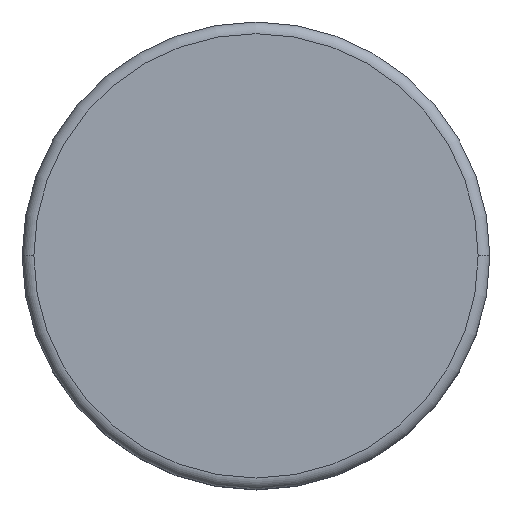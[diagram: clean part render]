
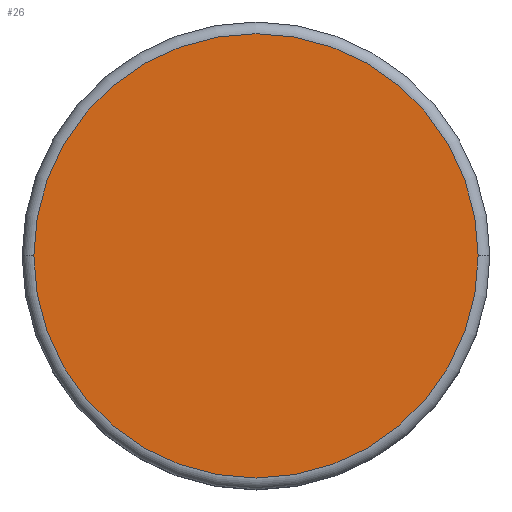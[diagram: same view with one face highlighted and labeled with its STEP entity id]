
A CAD part, top view. The second image highlights one B-rep face of the part: STEP entity #26.
In plain terms, the highlighted planar face has unit normal (0, 0, 1).
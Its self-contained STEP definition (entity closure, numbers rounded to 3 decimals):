
#3 = VERTEX_POINT ( 'NONE', #229 ) ;
#12 = EDGE_LOOP ( 'NONE', ( #34, #14 ) ) ;
#14 = ORIENTED_EDGE ( 'NONE', *, *, #35, .F. ) ;
#26 = ADVANCED_FACE ( 'NONE', ( #364 ), #231, .F. ) ;
#34 = ORIENTED_EDGE ( 'NONE', *, *, #113, .F. ) ;
#35 = EDGE_CURVE ( 'NONE', #3, #49, #398, .T. ) ;
#49 = VERTEX_POINT ( 'NONE', #386 ) ;
#113 = EDGE_CURVE ( 'NONE', #49, #3, #447, .T. ) ;
#229 = CARTESIAN_POINT ( 'NONE',  ( 7.6, 0., 32. ) ) ;
#231 = PLANE ( 'NONE',  #361 ) ;
#361 = AXIS2_PLACEMENT_3D ( 'NONE', #401, #400, #399 ) ;
#364 = FACE_OUTER_BOUND ( 'NONE', #12, .T. ) ;
#382 = DIRECTION ( 'NONE',  ( -1., 0., 0. ) ) ;
#383 = DIRECTION ( 'NONE',  ( 0., 0., -1. ) ) ;
#384 = CARTESIAN_POINT ( 'NONE',  ( 0., 0., 32. ) ) ;
#386 = CARTESIAN_POINT ( 'NONE',  ( -7.6, 0., 32. ) ) ;
#396 = AXIS2_PLACEMENT_3D ( 'NONE', #384, #383, #382 ) ;
#398 = CIRCLE ( 'NONE', #396, 7.6 ) ;
#399 = DIRECTION ( 'NONE',  ( -1., 0., 0. ) ) ;
#400 = DIRECTION ( 'NONE',  ( 0., 0., -1. ) ) ;
#401 = CARTESIAN_POINT ( 'NONE',  ( 0., 0., 32. ) ) ;
#445 = DIRECTION ( 'NONE',  ( -1., 0., 0. ) ) ;
#446 = DIRECTION ( 'NONE',  ( 0., 0., -1. ) ) ;
#447 = CIRCLE ( 'NONE', #455, 7.6 ) ;
#455 = AXIS2_PLACEMENT_3D ( 'NONE', #518, #446, #445 ) ;
#518 = CARTESIAN_POINT ( 'NONE',  ( 0., 0., 32. ) ) ;
